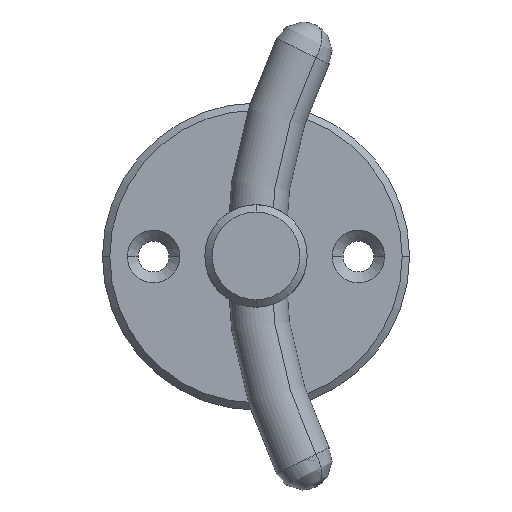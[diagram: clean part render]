
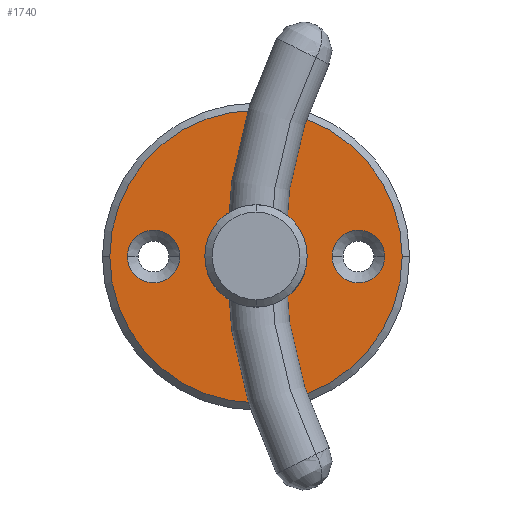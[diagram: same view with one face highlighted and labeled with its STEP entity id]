
A CAD part, top view. The second image highlights one B-rep face of the part: STEP entity #1740.
In plain terms, the highlighted planar face has unit normal (0, 0, 1).
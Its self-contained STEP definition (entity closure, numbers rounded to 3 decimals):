
#760=CARTESIAN_POINT('',(0.,7.,2.5));
#770=VERTEX_POINT('',#760);
#850=CARTESIAN_POINT('',(0.,-7.,2.5));
#860=VERTEX_POINT('',#850);
#890=CARTESIAN_POINT('',(0.,0.,2.5));
#900=DIRECTION('',(0.,0.,1.));
#910=DIRECTION('',(0.,-1.,0.));
#920=AXIS2_PLACEMENT_3D('',#890,#900,#910);
#930=CIRCLE('',#920,7.);
#940=EDGE_CURVE('',#770,#860,#930,.T.);
#1060=EDGE_CURVE('',#860,#770,#930,.T.);
#1120=CARTESIAN_POINT('',(0.,0.,2.5));
#1130=DIRECTION('',(0.,0.,1.));
#1140=DIRECTION('',(1.,0.,0.));
#1150=AXIS2_PLACEMENT_3D('',#1120,#1130,#1140);
#1160=PLANE('',#1150);
#1170=ORIENTED_EDGE('',*,*,#1060,.F.);
#1180=ORIENTED_EDGE('',*,*,#940,.F.);
#1190=EDGE_LOOP('',(#1180,#1170));
#1200=FACE_BOUND('',#1190,.T.);
#1210=CARTESIAN_POINT('',(14.,0.,2.5));
#1220=DIRECTION('',(0.,0.,1.));
#1230=DIRECTION('',(1.,0.,0.));
#1240=AXIS2_PLACEMENT_3D('',#1210,#1220,#1230);
#1250=CIRCLE('',#1240,3.6);
#1260=CARTESIAN_POINT('',(14.,-3.6,2.5));
#1270=VERTEX_POINT('',#1260);
#1280=CARTESIAN_POINT('',(17.6,0.,2.5));
#1290=VERTEX_POINT('',#1280);
#1300=EDGE_CURVE('',#1270,#1290,#1250,.T.);
#1310=ORIENTED_EDGE('',*,*,#1300,.F.);
#1320=CARTESIAN_POINT('',(10.4,0.,2.5));
#1330=VERTEX_POINT('',#1320);
#1340=EDGE_CURVE('',#1290,#1330,#1250,.T.);
#1350=ORIENTED_EDGE('',*,*,#1340,.F.);
#1360=EDGE_CURVE('',#1330,#1270,#1250,.T.);
#1370=ORIENTED_EDGE('',*,*,#1360,.F.);
#1380=EDGE_LOOP('',(#1370,#1350,#1310));
#1390=FACE_BOUND('',#1380,.T.);
#1400=CARTESIAN_POINT('',(-14.,0.,2.5));
#1410=DIRECTION('',(0.,0.,1.));
#1420=DIRECTION('',(1.,0.,0.));
#1430=AXIS2_PLACEMENT_3D('',#1400,#1410,#1420);
#1440=CIRCLE('',#1430,3.6);
#1450=CARTESIAN_POINT('',(-14.,-3.6,2.5));
#1460=VERTEX_POINT('',#1450);
#1470=CARTESIAN_POINT('',(-10.4,0.,2.5));
#1480=VERTEX_POINT('',#1470);
#1490=EDGE_CURVE('',#1460,#1480,#1440,.T.);
#1500=ORIENTED_EDGE('',*,*,#1490,.F.);
#1510=CARTESIAN_POINT('',(-17.6,0.,2.5));
#1520=VERTEX_POINT('',#1510);
#1530=EDGE_CURVE('',#1480,#1520,#1440,.T.);
#1540=ORIENTED_EDGE('',*,*,#1530,.F.);
#1550=EDGE_CURVE('',#1520,#1460,#1440,.T.);
#1560=ORIENTED_EDGE('',*,*,#1550,.F.);
#1570=EDGE_LOOP('',(#1560,#1540,#1500));
#1580=FACE_BOUND('',#1570,.T.);
#1590=CARTESIAN_POINT('',(0.,0.,2.5));
#1600=DIRECTION('',(0.,0.,1.));
#1610=DIRECTION('',(1.,0.,0.));
#1620=AXIS2_PLACEMENT_3D('',#1590,#1600,#1610);
#1630=CIRCLE('',#1620,20.);
#1640=CARTESIAN_POINT('',(20.,0.,2.5));
#1650=VERTEX_POINT('',#1640);
#1660=CARTESIAN_POINT('',(-20.,0.,2.5));
#1670=VERTEX_POINT('',#1660);
#1680=EDGE_CURVE('',#1650,#1670,#1630,.T.);
#1690=ORIENTED_EDGE('',*,*,#1680,.T.);
#1700=EDGE_CURVE('',#1670,#1650,#1630,.T.);
#1710=ORIENTED_EDGE('',*,*,#1700,.T.);
#1720=EDGE_LOOP('',(#1710,#1690));
#1730=FACE_OUTER_BOUND('',#1720,.T.);
#1740=ADVANCED_FACE('',(#1200,#1390,#1580,#1730),#1160,.T.);
